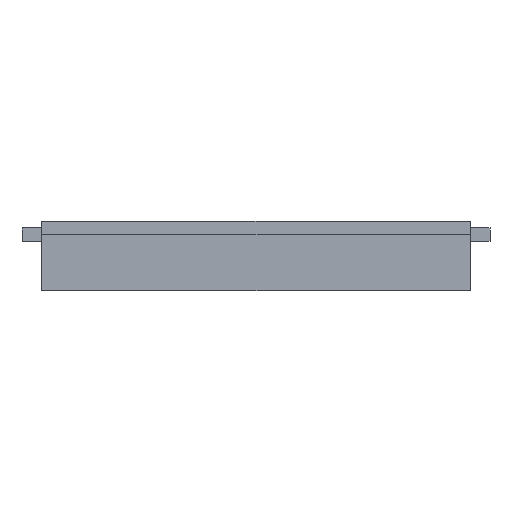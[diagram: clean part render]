
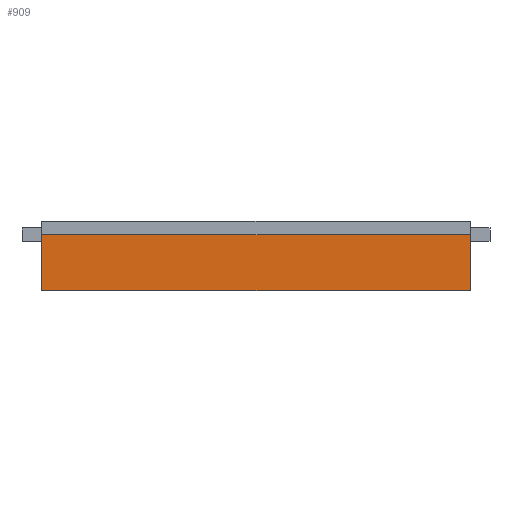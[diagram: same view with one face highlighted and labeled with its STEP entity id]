
A CAD part, front view. The second image highlights one B-rep face of the part: STEP entity #909.
In plain terms, the highlighted planar face has unit normal (0, -1, 0).
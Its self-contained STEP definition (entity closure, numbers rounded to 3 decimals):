
#36 = ORIENTED_EDGE ( 'NONE', *, *, #1185, .F. ) ;
#136 = AXIS2_PLACEMENT_3D ( 'NONE', #1478, #599, #363 ) ;
#208 = EDGE_LOOP ( 'NONE', ( #216, #36, #1331, #1030 ) ) ;
#216 = ORIENTED_EDGE ( 'NONE', *, *, #1139, .F. ) ;
#363 = DIRECTION ( 'NONE',  ( 0., 0., 1. ) ) ;
#599 = DIRECTION ( 'NONE',  ( 0., 1., 0. ) ) ;
#611 = VERTEX_POINT ( 'NONE', #1274 ) ;
#662 = PLANE ( 'NONE',  #136 ) ;
#909 = ADVANCED_FACE ( 'NONE', ( #1357 ), #662, .F. ) ;
#928 = CARTESIAN_POINT ( 'NONE',  ( 32.5, -32.5, 65.123 ) ) ;
#975 = EDGE_CURVE ( 'NONE', #1504, #611, #2150, .T. ) ;
#1030 = ORIENTED_EDGE ( 'NONE', *, *, #975, .F. ) ;
#1139 = EDGE_CURVE ( 'NONE', #2187, #1504, #1953, .T. ) ;
#1145 = CARTESIAN_POINT ( 'NONE',  ( 32.5, -32.5, -10.5 ) ) ;
#1165 = CARTESIAN_POINT ( 'NONE',  ( 32.5, -32.5, -2. ) ) ;
#1185 = EDGE_CURVE ( 'NONE', #1771, #2187, #1926, .T. ) ;
#1274 = CARTESIAN_POINT ( 'NONE',  ( -32.5, -32.5, -10.5 ) ) ;
#1331 = ORIENTED_EDGE ( 'NONE', *, *, #1659, .T. ) ;
#1357 = FACE_OUTER_BOUND ( 'NONE', #208, .T. ) ;
#1462 = DIRECTION ( 'NONE',  ( -1., 0., 0. ) ) ;
#1478 = CARTESIAN_POINT ( 'NONE',  ( -9.1, -32.5, -14. ) ) ;
#1504 = VERTEX_POINT ( 'NONE', #2010 ) ;
#1585 = CARTESIAN_POINT ( 'NONE',  ( -32.5, -32.5, 65.123 ) ) ;
#1658 = DIRECTION ( 'NONE',  ( 0., 0., -1. ) ) ;
#1659 = EDGE_CURVE ( 'NONE', #1771, #611, #1701, .T. ) ;
#1692 = VECTOR ( 'NONE', #1658, 1000. ) ;
#1701 = LINE ( 'NONE', #1585, #1692 ) ;
#1771 = VERTEX_POINT ( 'NONE', #1856 ) ;
#1842 = CARTESIAN_POINT ( 'NONE',  ( 32.5, -32.5, -2. ) ) ;
#1856 = CARTESIAN_POINT ( 'NONE',  ( -32.5, -32.5, -2. ) ) ;
#1920 = VECTOR ( 'NONE', #1998, 1000. ) ;
#1926 = LINE ( 'NONE', #1842, #1920 ) ;
#1938 = VECTOR ( 'NONE', #2053, 1000. ) ;
#1953 = LINE ( 'NONE', #928, #1938 ) ;
#1998 = DIRECTION ( 'NONE',  ( 1., 0., 0. ) ) ;
#2010 = CARTESIAN_POINT ( 'NONE',  ( 32.5, -32.5, -10.5 ) ) ;
#2053 = DIRECTION ( 'NONE',  ( 0., 0., -1. ) ) ;
#2138 = VECTOR ( 'NONE', #1462, 1000. ) ;
#2150 = LINE ( 'NONE', #1145, #2138 ) ;
#2187 = VERTEX_POINT ( 'NONE', #1165 ) ;
